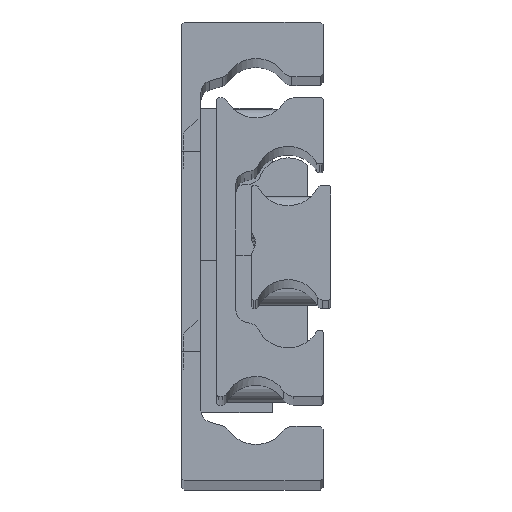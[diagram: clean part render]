
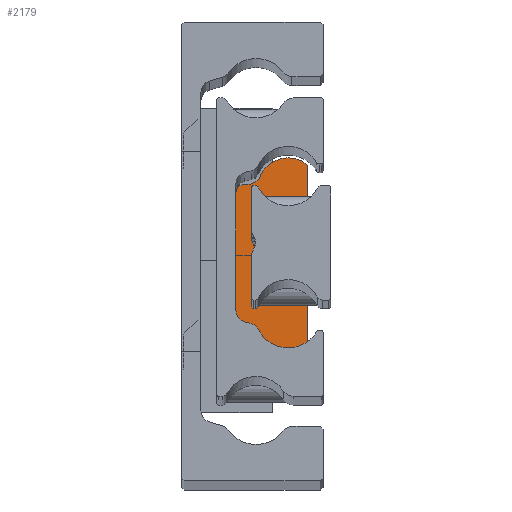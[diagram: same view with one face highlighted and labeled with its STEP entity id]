
A CAD part, top view. The second image highlights one B-rep face of the part: STEP entity #2179.
In plain terms, the highlighted planar face has unit normal (0, 0, 1).
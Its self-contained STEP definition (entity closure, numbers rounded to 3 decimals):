
#31 = CARTESIAN_POINT ( 'NONE',  ( 10.926, -12.5, 7.5 ) ) ;
#44 = DIRECTION ( 'NONE',  ( 0., 0., -1. ) ) ;
#110 = CARTESIAN_POINT ( 'NONE',  ( -13.89, -8.249, 7.5 ) ) ;
#155 = VERTEX_POINT ( 'NONE', #644 ) ;
#282 = CARTESIAN_POINT ( 'NONE',  ( 12.416, -10.826, 7.5 ) ) ;
#325 = AXIS2_PLACEMENT_3D ( 'NONE', #3633, #6746, #5540 ) ;
#418 = DIRECTION ( 'NONE',  ( 1., 0., 0. ) ) ;
#644 = CARTESIAN_POINT ( 'NONE',  ( 13.89, -8.249, 7.5 ) ) ;
#648 = EDGE_CURVE ( 'NONE', #155, #7421, #5764, .T. ) ;
#679 = CARTESIAN_POINT ( 'NONE',  ( 16.149, -0.442, 7.5 ) ) ;
#737 = AXIS2_PLACEMENT_3D ( 'NONE', #5370, #4108, #1200 ) ;
#804 = CIRCLE ( 'NONE', #3272, 1.5 ) ;
#935 = CIRCLE ( 'NONE', #1968, 1.5 ) ;
#960 = VERTEX_POINT ( 'NONE', #2405 ) ;
#1060 = LINE ( 'NONE', #6599, #5177 ) ;
#1135 = ORIENTED_EDGE ( 'NONE', *, *, #4614, .T. ) ;
#1200 = DIRECTION ( 'NONE',  ( -1., 0., 0. ) ) ;
#1226 = CARTESIAN_POINT ( 'NONE',  ( 15.319, 0., 7.5 ) ) ;
#1236 = CARTESIAN_POINT ( 'NONE',  ( 15.319, 0., 7.5 ) ) ;
#1374 = CARTESIAN_POINT ( 'NONE',  ( -10.926, -12.5, 7.5 ) ) ;
#1425 = AXIS2_PLACEMENT_3D ( 'NONE', #4744, #7921, #6095 ) ;
#1668 = CARTESIAN_POINT ( 'NONE',  ( -10.926, -11., 7.5 ) ) ;
#1757 = CIRCLE ( 'NONE', #737, 2.5 ) ;
#1781 = EDGE_CURVE ( 'NONE', #7103, #5633, #3871, .T. ) ;
#1968 = AXIS2_PLACEMENT_3D ( 'NONE', #4224, #2240, #7199 ) ;
#2149 = EDGE_CURVE ( 'NONE', #2707, #5591, #1060, .T. ) ;
#2165 = ORIENTED_EDGE ( 'NONE', *, *, #6598, .F. ) ;
#2179 = ADVANCED_FACE ( 'NONE', ( #7228 ), #6638, .T. ) ;
#2205 = CIRCLE ( 'NONE', #6345, 1. ) ;
#2227 = DIRECTION ( 'NONE',  ( -1., 0., 0. ) ) ;
#2240 = DIRECTION ( 'NONE',  ( 0., 0., 1. ) ) ;
#2274 = DIRECTION ( 'NONE',  ( -1., 0., 0. ) ) ;
#2364 = DIRECTION ( 'NONE',  ( 0., 0., 1. ) ) ;
#2405 = CARTESIAN_POINT ( 'NONE',  ( -12.416, -10.826, 7.5 ) ) ;
#2492 = LINE ( 'NONE', #1236, #6483 ) ;
#2641 = EDGE_LOOP ( 'NONE', ( #2739, #6067, #5395, #6076, #7260, #2165, #7904, #5267, #1135, #7015, #4083, #7544, #7781 ) ) ;
#2683 = CIRCLE ( 'NONE', #7213, 1.5 ) ;
#2707 = VERTEX_POINT ( 'NONE', #1374 ) ;
#2709 = VERTEX_POINT ( 'NONE', #282 ) ;
#2739 = ORIENTED_EDGE ( 'NONE', *, *, #4780, .T. ) ;
#2807 = CIRCLE ( 'NONE', #4868, 5.3 ) ;
#2927 = CARTESIAN_POINT ( 'NONE',  ( -11.751, -3.4, 7.5 ) ) ;
#3207 = CARTESIAN_POINT ( 'NONE',  ( -16.149, -0.442, 7.5 ) ) ;
#3229 = DIRECTION ( 'NONE',  ( 0., 0., -1. ) ) ;
#3272 = AXIS2_PLACEMENT_3D ( 'NONE', #7311, #6724, #5564 ) ;
#3336 = AXIS2_PLACEMENT_3D ( 'NONE', #5040, #3229, #6209 ) ;
#3352 = VERTEX_POINT ( 'NONE', #4579 ) ;
#3455 = CIRCLE ( 'NONE', #3336, 2.5 ) ;
#3461 = DIRECTION ( 'NONE',  ( -1., 0., 0. ) ) ;
#3469 = CIRCLE ( 'NONE', #4359, 1. ) ;
#3540 = DIRECTION ( 'NONE',  ( 0., 0., 1. ) ) ;
#3542 = EDGE_CURVE ( 'NONE', #7172, #5920, #2492, .T. ) ;
#3606 = CARTESIAN_POINT ( 'NONE',  ( 15.319, -1., 7.5 ) ) ;
#3633 = CARTESIAN_POINT ( 'NONE',  ( 11.751, -3.4, 7.5 ) ) ;
#3757 = CARTESIAN_POINT ( 'NONE',  ( -12.426, -11., 7.5 ) ) ;
#3860 = DIRECTION ( 'NONE',  ( 0., 0., -1. ) ) ;
#3869 = EDGE_CURVE ( 'NONE', #6508, #2707, #935, .T. ) ;
#3871 = CIRCLE ( 'NONE', #1425, 5.3 ) ;
#3883 = CARTESIAN_POINT ( 'NONE',  ( -15.319, -1., 7.5 ) ) ;
#4083 = ORIENTED_EDGE ( 'NONE', *, *, #3869, .T. ) ;
#4108 = DIRECTION ( 'NONE',  ( 0., 0., -1. ) ) ;
#4134 = DIRECTION ( 'NONE',  ( 0., 0., 1. ) ) ;
#4224 = CARTESIAN_POINT ( 'NONE',  ( -10.926, -11., 7.5 ) ) ;
#4359 = AXIS2_PLACEMENT_3D ( 'NONE', #3606, #7264, #2227 ) ;
#4530 = AXIS2_PLACEMENT_3D ( 'NONE', #5930, #4134, #418 ) ;
#4579 = CARTESIAN_POINT ( 'NONE',  ( 12.399, -10.536, 7.5 ) ) ;
#4614 = EDGE_CURVE ( 'NONE', #5633, #960, #1757, .T. ) ;
#4744 = CARTESIAN_POINT ( 'NONE',  ( -11.751, -3.4, 7.5 ) ) ;
#4780 = EDGE_CURVE ( 'NONE', #2709, #3352, #3455, .T. ) ;
#4868 = AXIS2_PLACEMENT_3D ( 'NONE', #2927, #3540, #3461 ) ;
#4991 = EDGE_CURVE ( 'NONE', #6238, #7103, #2807, .T. ) ;
#5040 = CARTESIAN_POINT ( 'NONE',  ( 14.899, -10.536, 7.5 ) ) ;
#5051 = EDGE_CURVE ( 'NONE', #960, #6508, #2683, .T. ) ;
#5177 = VECTOR ( 'NONE', #5440, 1000. ) ;
#5267 = ORIENTED_EDGE ( 'NONE', *, *, #1781, .T. ) ;
#5291 = EDGE_CURVE ( 'NONE', #7421, #7172, #3469, .T. ) ;
#5370 = CARTESIAN_POINT ( 'NONE',  ( -14.899, -10.536, 7.5 ) ) ;
#5395 = ORIENTED_EDGE ( 'NONE', *, *, #648, .T. ) ;
#5440 = DIRECTION ( 'NONE',  ( 1., 0., 0. ) ) ;
#5540 = DIRECTION ( 'NONE',  ( -1., 0., 0. ) ) ;
#5564 = DIRECTION ( 'NONE',  ( -1., 0., 0. ) ) ;
#5591 = VERTEX_POINT ( 'NONE', #31 ) ;
#5633 = VERTEX_POINT ( 'NONE', #110 ) ;
#5679 = DIRECTION ( 'NONE',  ( -1., 0., 0. ) ) ;
#5706 = CIRCLE ( 'NONE', #6721, 2.5 ) ;
#5764 = CIRCLE ( 'NONE', #325, 5.3 ) ;
#5920 = VERTEX_POINT ( 'NONE', #6854 ) ;
#5930 = CARTESIAN_POINT ( 'NONE',  ( 15.319, -1., 7.5 ) ) ;
#6067 = ORIENTED_EDGE ( 'NONE', *, *, #6273, .T. ) ;
#6076 = ORIENTED_EDGE ( 'NONE', *, *, #5291, .T. ) ;
#6095 = DIRECTION ( 'NONE',  ( -1., 0., 0. ) ) ;
#6209 = DIRECTION ( 'NONE',  ( -1., 0., 0. ) ) ;
#6238 = VERTEX_POINT ( 'NONE', #3207 ) ;
#6273 = EDGE_CURVE ( 'NONE', #3352, #155, #5706, .T. ) ;
#6345 = AXIS2_PLACEMENT_3D ( 'NONE', #3883, #44, #5679 ) ;
#6483 = VECTOR ( 'NONE', #7408, 1000. ) ;
#6508 = VERTEX_POINT ( 'NONE', #3757 ) ;
#6598 = EDGE_CURVE ( 'NONE', #6238, #5920, #2205, .T. ) ;
#6599 = CARTESIAN_POINT ( 'NONE',  ( 15.319, -12.5, 7.5 ) ) ;
#6638 = PLANE ( 'NONE',  #4530 ) ;
#6721 = AXIS2_PLACEMENT_3D ( 'NONE', #6950, #3860, #7385 ) ;
#6724 = DIRECTION ( 'NONE',  ( 0., 0., 1. ) ) ;
#6746 = DIRECTION ( 'NONE',  ( 0., 0., 1. ) ) ;
#6854 = CARTESIAN_POINT ( 'NONE',  ( -15.319, 0., 7.5 ) ) ;
#6950 = CARTESIAN_POINT ( 'NONE',  ( 14.899, -10.536, 7.5 ) ) ;
#7015 = ORIENTED_EDGE ( 'NONE', *, *, #5051, .T. ) ;
#7103 = VERTEX_POINT ( 'NONE', #7154 ) ;
#7154 = CARTESIAN_POINT ( 'NONE',  ( -17.051, -3.4, 7.5 ) ) ;
#7165 = EDGE_CURVE ( 'NONE', #5591, #2709, #804, .T. ) ;
#7172 = VERTEX_POINT ( 'NONE', #1226 ) ;
#7199 = DIRECTION ( 'NONE',  ( -1., 0., 0. ) ) ;
#7213 = AXIS2_PLACEMENT_3D ( 'NONE', #1668, #2364, #2274 ) ;
#7228 = FACE_OUTER_BOUND ( 'NONE', #2641, .T. ) ;
#7260 = ORIENTED_EDGE ( 'NONE', *, *, #3542, .T. ) ;
#7264 = DIRECTION ( 'NONE',  ( 0., 0., 1. ) ) ;
#7311 = CARTESIAN_POINT ( 'NONE',  ( 10.926, -11., 7.5 ) ) ;
#7385 = DIRECTION ( 'NONE',  ( -1., 0., 0. ) ) ;
#7408 = DIRECTION ( 'NONE',  ( -1., 0., 0. ) ) ;
#7421 = VERTEX_POINT ( 'NONE', #679 ) ;
#7544 = ORIENTED_EDGE ( 'NONE', *, *, #2149, .T. ) ;
#7781 = ORIENTED_EDGE ( 'NONE', *, *, #7165, .T. ) ;
#7904 = ORIENTED_EDGE ( 'NONE', *, *, #4991, .T. ) ;
#7921 = DIRECTION ( 'NONE',  ( 0., 0., 1. ) ) ;
